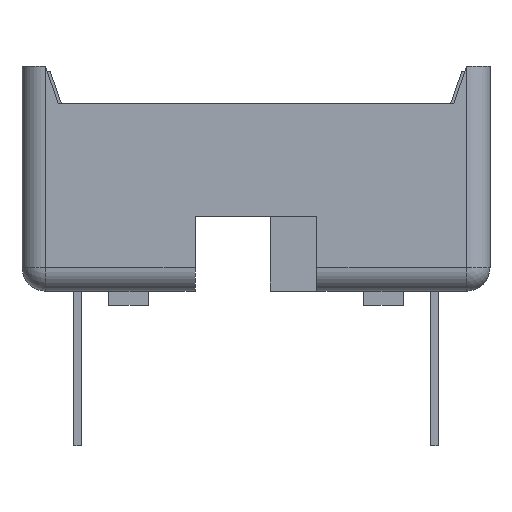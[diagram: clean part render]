
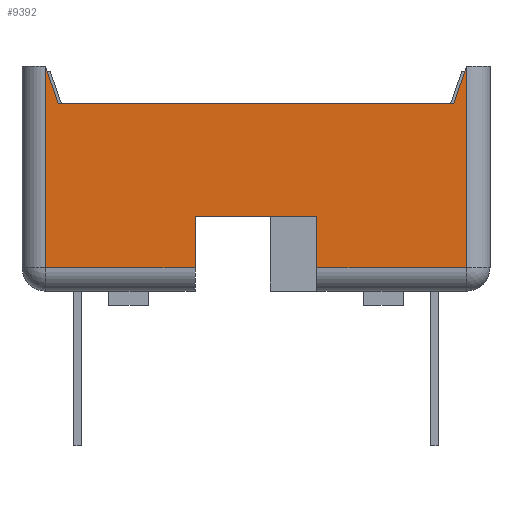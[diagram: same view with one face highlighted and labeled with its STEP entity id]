
A CAD part, left-side view. The second image highlights one B-rep face of the part: STEP entity #9392.
In plain terms, the highlighted planar face has unit normal (-1, 0, 0).
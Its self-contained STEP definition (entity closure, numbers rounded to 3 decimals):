
#1497=DIRECTION('',(0.,0.,1.));
#1498=VECTOR('',#1497,4.3);
#1499=CARTESIAN_POINT('',(-10.16,-4.5,-4.3));
#1500=LINE('',#1499,#1498);
#1501=DIRECTION('',(0.,-1.,0.));
#1502=VECTOR('',#1501,3.2);
#1503=CARTESIAN_POINT('',(-10.16,-1.3,-4.3));
#1504=LINE('',#1503,#1502);
#1505=DIRECTION('',(0.,0.,-1.));
#1506=VECTOR('',#1505,1.1);
#1507=CARTESIAN_POINT('',(-10.16,-1.3,-3.2));
#1508=LINE('',#1507,#1506);
#1509=DIRECTION('',(0.,-1.,0.));
#1510=VECTOR('',#1509,2.6);
#1511=CARTESIAN_POINT('',(-10.16,1.3,-3.2));
#1512=LINE('',#1511,#1510);
#1513=DIRECTION('',(0.,0.,1.));
#1514=VECTOR('',#1513,1.1);
#1515=CARTESIAN_POINT('',(-10.16,1.3,-4.3));
#1516=LINE('',#1515,#1514);
#1517=DIRECTION('',(0.,-1.,0.));
#1518=VECTOR('',#1517,3.2);
#1519=CARTESIAN_POINT('',(-10.16,4.5,-4.3));
#1520=LINE('',#1519,#1518);
#1521=DIRECTION('',(0.,0.,-1.));
#1522=VECTOR('',#1521,4.3);
#1523=CARTESIAN_POINT('',(-10.16,4.5,0.));
#1524=LINE('',#1523,#1522);
#1525=DIRECTION('',(0.,0.325,0.946));
#1526=VECTOR('',#1525,0.846);
#1527=CARTESIAN_POINT('',(-10.16,4.225,-0.8));
#1528=LINE('',#1527,#1526);
#1529=DIRECTION('',(0.,1.,0.));
#1530=VECTOR('',#1529,8.45);
#1531=CARTESIAN_POINT('',(-10.16,-4.225,-0.8));
#1532=LINE('',#1531,#1530);
#1533=DIRECTION('',(0.,0.325,-0.946));
#1534=VECTOR('',#1533,0.846);
#1535=CARTESIAN_POINT('',(-10.16,-4.5,0.));
#1536=LINE('',#1535,#1534);
#6068=CARTESIAN_POINT('',(-10.16,1.3,-3.2));
#6069=CARTESIAN_POINT('',(-10.16,-1.3,-3.2));
#6070=VERTEX_POINT('',#6068);
#6071=VERTEX_POINT('',#6069);
#6072=CARTESIAN_POINT('',(-10.16,-4.225,-0.8));
#6073=CARTESIAN_POINT('',(-10.16,4.225,-0.8));
#6074=VERTEX_POINT('',#6072);
#6075=VERTEX_POINT('',#6073);
#6402=CARTESIAN_POINT('',(-10.16,-4.5,0.));
#6404=VERTEX_POINT('',#6402);
#6408=CARTESIAN_POINT('',(-10.16,-4.5,-4.3));
#6409=VERTEX_POINT('',#6408);
#6411=CARTESIAN_POINT('',(-10.16,-1.3,-4.3));
#6413=VERTEX_POINT('',#6411);
#6414=CARTESIAN_POINT('',(-10.16,4.5,-4.3));
#6415=CARTESIAN_POINT('',(-10.16,1.3,-4.3));
#6416=VERTEX_POINT('',#6414);
#6417=VERTEX_POINT('',#6415);
#6419=CARTESIAN_POINT('',(-10.16,4.5,0.));
#6421=VERTEX_POINT('',#6419);
#9372=CARTESIAN_POINT('',(-10.16,0.,0.));
#9373=DIRECTION('',(-1.,0.,0.));
#9374=DIRECTION('',(0.,0.,1.));
#9375=AXIS2_PLACEMENT_3D('',#9372,#9373,#9374);
#9376=PLANE('',#9375);
#9378=ORIENTED_EDGE('',*,*,#9377,.F.);
#9379=ORIENTED_EDGE('',*,*,#8135,.F.);
#9380=ORIENTED_EDGE('',*,*,#8175,.F.);
#9381=ORIENTED_EDGE('',*,*,#9302,.F.);
#9382=ORIENTED_EDGE('',*,*,#8600,.F.);
#9383=ORIENTED_EDGE('',*,*,#8623,.F.);
#9385=ORIENTED_EDGE('',*,*,#9384,.F.);
#9386=ORIENTED_EDGE('',*,*,#8888,.F.);
#9387=ORIENTED_EDGE('',*,*,#9197,.F.);
#9389=ORIENTED_EDGE('',*,*,#9388,.F.);
#9390=EDGE_LOOP('',(#9378,#9379,#9380,#9381,#9382,#9383,#9385,#9386,#9387,
#9389));
#9391=FACE_OUTER_BOUND('',#9390,.F.);
#8135=EDGE_CURVE('',#6413,#6409,#1504,.T.);
#8175=EDGE_CURVE('',#6071,#6413,#1508,.T.);
#8600=EDGE_CURVE('',#6417,#6070,#1516,.T.);
#8623=EDGE_CURVE('',#6416,#6417,#1520,.T.);
#8888=EDGE_CURVE('',#6075,#6421,#1528,.T.);
#9197=EDGE_CURVE('',#6074,#6075,#1532,.T.);
#9302=EDGE_CURVE('',#6070,#6071,#1512,.T.);
#9377=EDGE_CURVE('',#6409,#6404,#1500,.T.);
#9384=EDGE_CURVE('',#6421,#6416,#1524,.T.);
#9388=EDGE_CURVE('',#6404,#6074,#1536,.T.);
#9392=ADVANCED_FACE('',(#9391),#9376,.T.);
